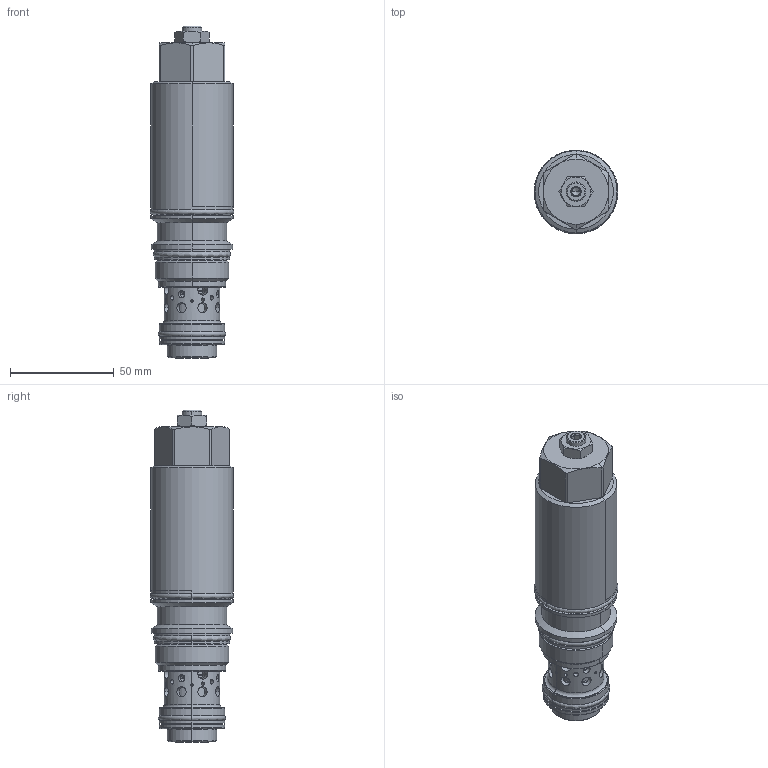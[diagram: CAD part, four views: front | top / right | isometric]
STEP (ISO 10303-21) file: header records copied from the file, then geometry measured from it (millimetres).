
FILE_DESCRIPTION((''),'2;1');
FILE_NAME('MBGG-LHN_PRT','2014-11-25T',('Administrator'),(''),'PRO/ENGINEER BY PARAMETRIC TECHNOLOGY CORPORATION, 2006240','PRO/ENGINEER BY PARAMETRIC TECHNOLOGY CORPORATION, 2006240','');
FILE_SCHEMA(('CONFIG_CONTROL_DESIGN'));
Products named in the file (1): MBGG-LHN_PRT
Bounding box: 40.36 x 40.35 x 160.08 mm (x, y, z)
Volume: 144234 mm3; surface area: 34810.6 mm2
Topology: 4 solids, 5 shells, 377 faces, 956 edges, 587 vertices
Faces by surface type: cylinder 184, plane 67, cone 62, torus 40, bspline 12, revolution 12
Entity records: 45212 total; most frequent: CARTESIAN_POINT 36268, ORIENTED_EDGE 1908, DIRECTION 1728, EDGE_CURVE 954, AXIS2_PLACEMENT_3D 711, VERTEX_POINT 587, EDGE_LOOP 487, FACE_OUTER_BOUND 377
